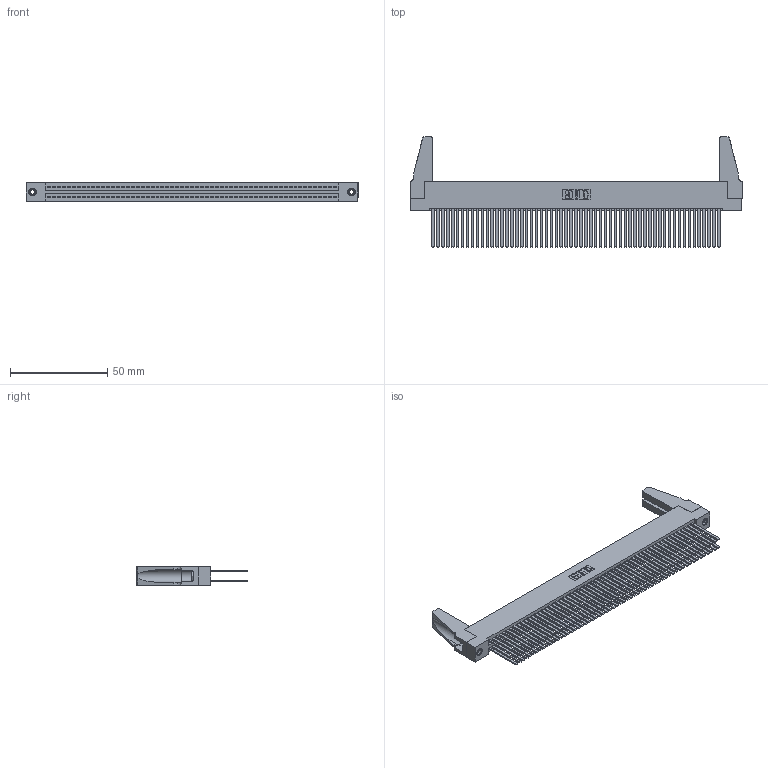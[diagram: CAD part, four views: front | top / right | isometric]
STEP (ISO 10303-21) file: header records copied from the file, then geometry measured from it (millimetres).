
FILE_DESCRIPTION (( 'STEP AP203' ), '1' );
FILE_NAME ('395-118-544-288.STEP', '2019-10-28T00:57:47', ( '' ), ( '' ), 'SwSTEP 2.0', 'SolidWorks 2016', '' );
FILE_SCHEMA (( 'CONFIG_CONTROL_DESIGN' ));
Length unit declared in the file: inch
Products named in the file (5): 345-292-001_345-293-144; 345-250-001_345-250-001-102; 345-220-078_345-220-088; 395-118-544-288; 345 Part_Flush Mounting Lugs - 0.156 Dia-TH
Assembly tree (123 placements, depth 2):
  395-118-544-288
    345 Part_Flush Mounting Lugs - 0.156 Dia-TH
    345-292-001_345-293-144  x118
    345-250-001_345-250-001-102  x2
    345-220-078_345-220-088  x2
Bounding box: 171.09 x 56.82 x 9.4 mm (x, y, z)
Volume: 21684.7 mm3; surface area: 35545.5 mm2
Topology: 123 solids, 123 shells, 5442 faces, 16113 edges, 10574 vertices
Faces by surface type: plane 3574, cylinder 1852, cone 12, torus 4
Entity records: 45968 total; most frequent: CARTESIAN_POINT 7682, ORIENTED_EDGE 7576, DIRECTION 6756, EDGE_CURVE 3788, VECTOR 3382, LINE 3382, VERTEX_POINT 2518, AXIS2_PLACEMENT_3D 1687
